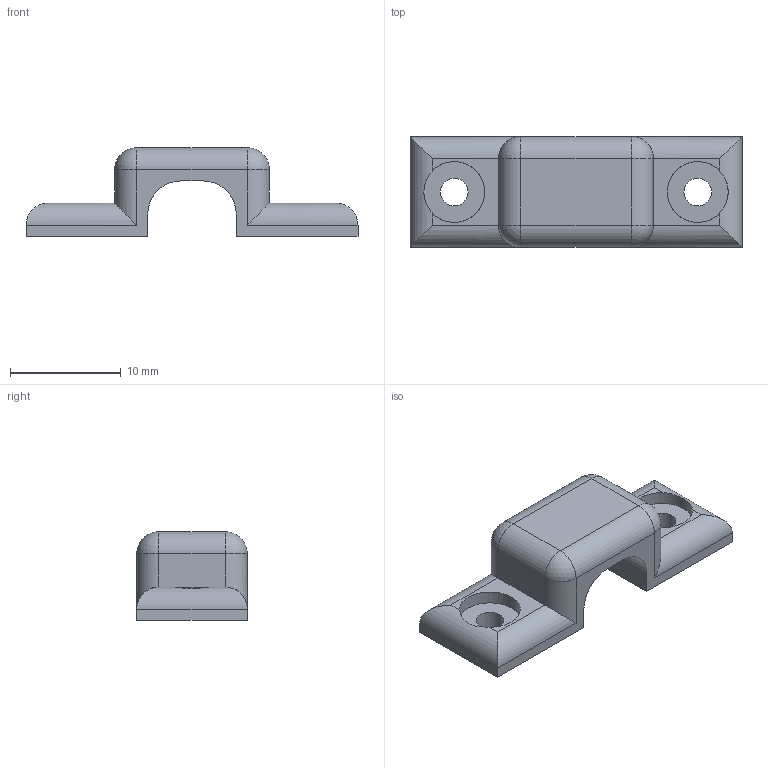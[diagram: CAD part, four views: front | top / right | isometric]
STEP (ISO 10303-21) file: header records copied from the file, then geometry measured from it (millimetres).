
FILE_DESCRIPTION(/* description */ (''),/* implementation_level */ '2;1');
FILE_NAME(/* name */ 'cable-attacher v4.step',/* time_stamp */ '2024-11-12T14:16:26+05:30',/* author */ (''),/* organization */ (''),/* preprocessor_version */ 'ST-DEVELOPER v20',/* originating_system */ 'Autodesk Translation Framework v13.20.0.188',/* authorisation */ '');
FILE_SCHEMA (('AUTOMOTIVE_DESIGN { 1 0 10303 214 3 1 1 }'));
Length unit declared in the file: millimetre
Products named in the file (1): cable-attacher
Bounding box: 30 x 10 x 8 mm (x, y, z)
Volume: 1066.4 mm3; surface area: 1026.1 mm2
Topology: 1 solids, 1 shells, 40 faces, 94 edges, 56 vertices
Faces by surface type: cylinder 20, plane 16, sphere 4
Full cylindrical faces by diameter (mm): 2.5 x2, 5.5 x2
Entity records: 1185 total; most frequent: CARTESIAN_POINT 210, DIRECTION 206, ORIENTED_EDGE 188, EDGE_CURVE 94, AXIS2_PLACEMENT_3D 74, LINE 58, VECTOR 58, VERTEX_POINT 56
